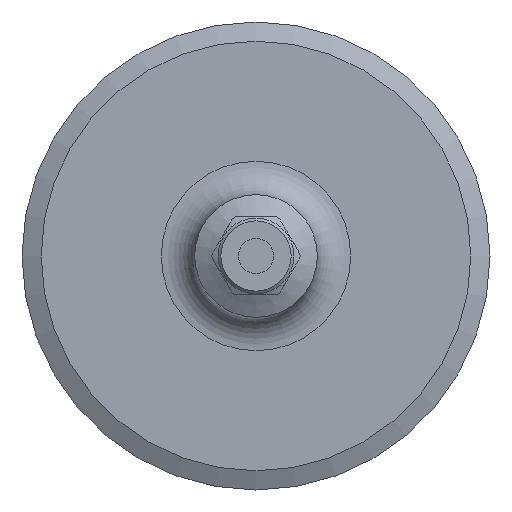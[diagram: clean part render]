
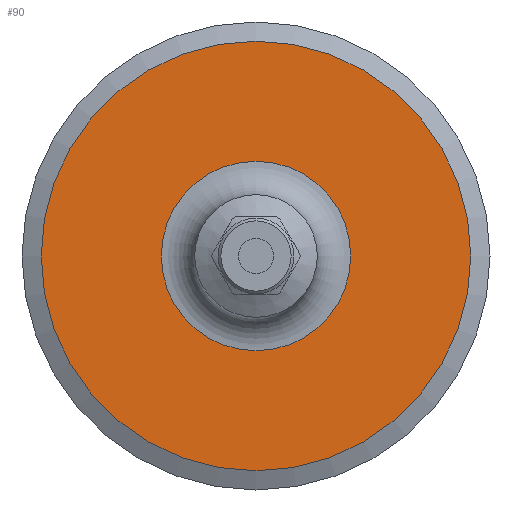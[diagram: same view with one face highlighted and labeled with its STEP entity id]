
A CAD part, front view. The second image highlights one B-rep face of the part: STEP entity #90.
In plain terms, the highlighted planar face has unit normal (0, -1, 0).
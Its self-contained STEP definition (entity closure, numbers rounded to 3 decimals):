
#90 = ADVANCED_FACE( '', ( #210, #211 ), #212, .F. );
#210 = FACE_BOUND( '', #365, .T. );
#211 = FACE_OUTER_BOUND( '', #366, .T. );
#212 = PLANE( '', #367 );
#365 = EDGE_LOOP( '', ( #560 ) );
#366 = EDGE_LOOP( '', ( #561 ) );
#367 = AXIS2_PLACEMENT_3D( '', #562, #563, #564 );
#560 = ORIENTED_EDGE( '', *, *, #826, .F. );
#561 = ORIENTED_EDGE( '', *, *, #792, .T. );
#562 = CARTESIAN_POINT( '', ( 0., -3.709, 38.55 ) );
#563 = DIRECTION( '', ( 0., 1., 0. ) );
#564 = DIRECTION( '', ( 0., 0., 1. ) );
#792 = EDGE_CURVE( '', #913, #913, #914, .T. );
#826 = EDGE_CURVE( '', #968, #968, #969, .T. );
#913 = VERTEX_POINT( '', #1099 );
#914 = CIRCLE( '', #1100, 38.55 );
#968 = VERTEX_POINT( '', #1197 );
#969 = CIRCLE( '', #1198, 17. );
#1099 = CARTESIAN_POINT( '', ( 0., -3.709, -38.55 ) );
#1100 = AXIS2_PLACEMENT_3D( '', #1359, #1360, #1361 );
#1197 = CARTESIAN_POINT( '', ( 0., -3.709, -17. ) );
#1198 = AXIS2_PLACEMENT_3D( '', #1409, #1410, #1411 );
#1359 = CARTESIAN_POINT( '', ( 0., -3.709, 0. ) );
#1360 = DIRECTION( '', ( 0., -1., 0. ) );
#1361 = DIRECTION( '', ( 0., 0., -1. ) );
#1409 = CARTESIAN_POINT( '', ( 0., -3.709, 0. ) );
#1410 = DIRECTION( '', ( 0., -1., 0. ) );
#1411 = DIRECTION( '', ( 0., 0., -1. ) );
